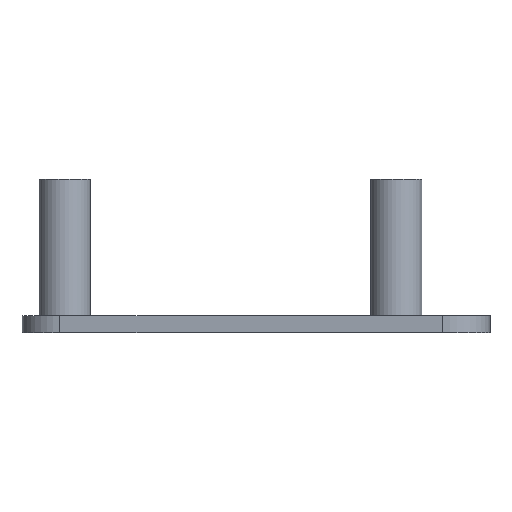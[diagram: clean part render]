
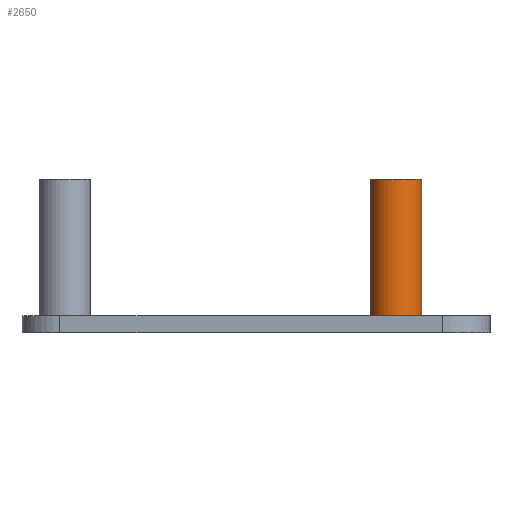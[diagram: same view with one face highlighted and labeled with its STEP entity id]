
A CAD part, left-side view. The second image highlights one B-rep face of the part: STEP entity #2650.
In plain terms, the highlighted cylindrical face has radius 3 mm (diameter 6 mm), a full revolution.
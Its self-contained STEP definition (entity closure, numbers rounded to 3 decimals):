
#73 = PLANE('',#74);
#74 = AXIS2_PLACEMENT_3D('',#75,#76,#77);
#75 = CARTESIAN_POINT('',(0.,15.673,2.));
#76 = DIRECTION('',(0.,0.,1.));
#77 = DIRECTION('',(1.,0.,0.));
#1452 = EDGE_CURVE('',#1453,#1453,#1455,.T.);
#1453 = VERTEX_POINT('',#1454);
#1454 = CARTESIAN_POINT('',(3.,0.,2.));
#1455 = SURFACE_CURVE('',#1456,(#1461,#1468),.PCURVE_S1.);
#1456 = CIRCLE('',#1457,3.);
#1457 = AXIS2_PLACEMENT_3D('',#1458,#1459,#1460);
#1458 = CARTESIAN_POINT('',(0.,0.,2.));
#1459 = DIRECTION('',(0.,0.,1.));
#1460 = DIRECTION('',(1.,0.,0.));
#1461 = PCURVE('',#73,#1462);
#1462 = DEFINITIONAL_REPRESENTATION('',(#1463),#1467);
#1463 = CIRCLE('',#1464,3.);
#1464 = AXIS2_PLACEMENT_2D('',#1465,#1466);
#1465 = CARTESIAN_POINT('',(0.,-15.673));
#1466 = DIRECTION('',(1.,0.));
#1467 = ( GEOMETRIC_REPRESENTATION_CONTEXT(2) 
PARAMETRIC_REPRESENTATION_CONTEXT() REPRESENTATION_CONTEXT('2D SPACE',''
  ) );
#1468 = PCURVE('',#1469,#1474);
#1469 = CYLINDRICAL_SURFACE('',#1470,3.);
#1470 = AXIS2_PLACEMENT_3D('',#1471,#1472,#1473);
#1471 = CARTESIAN_POINT('',(0.,0.,2.));
#1472 = DIRECTION('',(-0.,-0.,-1.));
#1473 = DIRECTION('',(1.,0.,0.));
#1474 = DEFINITIONAL_REPRESENTATION('',(#1475),#1479);
#1475 = LINE('',#1476,#1477);
#1476 = CARTESIAN_POINT('',(-0.,0.));
#1477 = VECTOR('',#1478,1.);
#1478 = DIRECTION('',(-1.,0.));
#1479 = ( GEOMETRIC_REPRESENTATION_CONTEXT(2) 
PARAMETRIC_REPRESENTATION_CONTEXT() REPRESENTATION_CONTEXT('2D SPACE',''
  ) );
#2219 = PLANE('',#2220);
#2220 = AXIS2_PLACEMENT_3D('',#2221,#2222,#2223);
#2221 = CARTESIAN_POINT('',(0.,26.,18.));
#2222 = DIRECTION('',(0.,0.,1.));
#2223 = DIRECTION('',(1.,0.,0.));
#2650 = ADVANCED_FACE('',(#2651),#1469,.T.);
#2651 = FACE_BOUND('',#2652,.F.);
#2652 = EDGE_LOOP('',(#2653,#2676,#2698,#2699));
#2653 = ORIENTED_EDGE('',*,*,#2654,.T.);
#2654 = EDGE_CURVE('',#1453,#2655,#2657,.T.);
#2655 = VERTEX_POINT('',#2656);
#2656 = CARTESIAN_POINT('',(3.,0.,18.));
#2657 = SEAM_CURVE('',#2658,(#2662,#2669),.PCURVE_S1.);
#2658 = LINE('',#2659,#2660);
#2659 = CARTESIAN_POINT('',(3.,0.,2.));
#2660 = VECTOR('',#2661,1.);
#2661 = DIRECTION('',(0.,0.,1.));
#2662 = PCURVE('',#1469,#2663);
#2663 = DEFINITIONAL_REPRESENTATION('',(#2664),#2668);
#2664 = LINE('',#2665,#2666);
#2665 = CARTESIAN_POINT('',(-0.,0.));
#2666 = VECTOR('',#2667,1.);
#2667 = DIRECTION('',(-0.,-1.));
#2668 = ( GEOMETRIC_REPRESENTATION_CONTEXT(2) 
PARAMETRIC_REPRESENTATION_CONTEXT() REPRESENTATION_CONTEXT('2D SPACE',''
  ) );
#2669 = PCURVE('',#1469,#2670);
#2670 = DEFINITIONAL_REPRESENTATION('',(#2671),#2675);
#2671 = LINE('',#2672,#2673);
#2672 = CARTESIAN_POINT('',(-6.283,0.));
#2673 = VECTOR('',#2674,1.);
#2674 = DIRECTION('',(-0.,-1.));
#2675 = ( GEOMETRIC_REPRESENTATION_CONTEXT(2) 
PARAMETRIC_REPRESENTATION_CONTEXT() REPRESENTATION_CONTEXT('2D SPACE',''
  ) );
#2676 = ORIENTED_EDGE('',*,*,#2677,.T.);
#2677 = EDGE_CURVE('',#2655,#2655,#2678,.T.);
#2678 = SURFACE_CURVE('',#2679,(#2684,#2691),.PCURVE_S1.);
#2679 = CIRCLE('',#2680,3.);
#2680 = AXIS2_PLACEMENT_3D('',#2681,#2682,#2683);
#2681 = CARTESIAN_POINT('',(0.,0.,18.));
#2682 = DIRECTION('',(0.,0.,1.));
#2683 = DIRECTION('',(1.,0.,0.));
#2684 = PCURVE('',#1469,#2685);
#2685 = DEFINITIONAL_REPRESENTATION('',(#2686),#2690);
#2686 = LINE('',#2687,#2688);
#2687 = CARTESIAN_POINT('',(-0.,-16.));
#2688 = VECTOR('',#2689,1.);
#2689 = DIRECTION('',(-1.,0.));
#2690 = ( GEOMETRIC_REPRESENTATION_CONTEXT(2) 
PARAMETRIC_REPRESENTATION_CONTEXT() REPRESENTATION_CONTEXT('2D SPACE',''
  ) );
#2691 = PCURVE('',#2219,#2692);
#2692 = DEFINITIONAL_REPRESENTATION('',(#2693),#2697);
#2693 = CIRCLE('',#2694,3.);
#2694 = AXIS2_PLACEMENT_2D('',#2695,#2696);
#2695 = CARTESIAN_POINT('',(0.,-26.));
#2696 = DIRECTION('',(1.,0.));
#2697 = ( GEOMETRIC_REPRESENTATION_CONTEXT(2) 
PARAMETRIC_REPRESENTATION_CONTEXT() REPRESENTATION_CONTEXT('2D SPACE',''
  ) );
#2698 = ORIENTED_EDGE('',*,*,#2654,.F.);
#2699 = ORIENTED_EDGE('',*,*,#1452,.F.);
